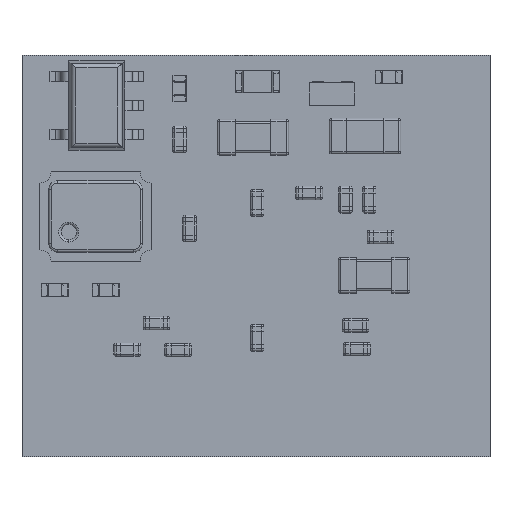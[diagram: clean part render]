
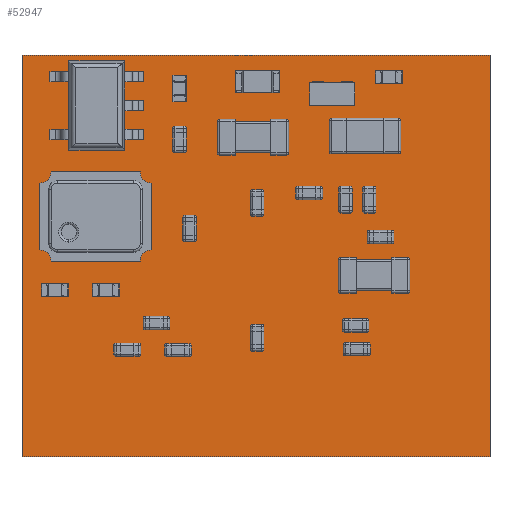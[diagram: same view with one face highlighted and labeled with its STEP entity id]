
A CAD part, top view. The second image highlights one B-rep face of the part: STEP entity #52947.
In plain terms, the highlighted planar face has unit normal (0, 0, 1).
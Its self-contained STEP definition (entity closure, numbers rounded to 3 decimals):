
#52633 = VERTEX_POINT('',#52634);
#52634 = CARTESIAN_POINT('',(-5.25,4.5,0.787));
#52641 = PLANE('',#52642);
#52642 = AXIS2_PLACEMENT_3D('',#52643,#52644,#52645);
#52643 = CARTESIAN_POINT('',(-5.25,4.5,0.));
#52644 = DIRECTION('',(1.,0.,0.));
#52645 = DIRECTION('',(0.,-1.,0.));
#52653 = PLANE('',#52654);
#52654 = AXIS2_PLACEMENT_3D('',#52655,#52656,#52657);
#52655 = CARTESIAN_POINT('',(5.25,4.5,0.));
#52656 = DIRECTION('',(0.,-1.,0.));
#52657 = DIRECTION('',(-1.,0.,0.));
#52665 = EDGE_CURVE('',#52633,#52666,#52668,.T.);
#52666 = VERTEX_POINT('',#52667);
#52667 = CARTESIAN_POINT('',(-5.25,-4.5,0.787));
#52668 = SURFACE_CURVE('',#52669,(#52673,#52680),.PCURVE_S1.);
#52669 = LINE('',#52670,#52671);
#52670 = CARTESIAN_POINT('',(-5.25,4.5,0.787));
#52671 = VECTOR('',#52672,1.);
#52672 = DIRECTION('',(0.,-1.,0.));
#52673 = PCURVE('',#52641,#52674);
#52674 = DEFINITIONAL_REPRESENTATION('',(#52675),#52679);
#52675 = LINE('',#52676,#52677);
#52676 = CARTESIAN_POINT('',(0.,-0.787));
#52677 = VECTOR('',#52678,1.);
#52678 = DIRECTION('',(1.,0.));
#52679 = ( GEOMETRIC_REPRESENTATION_CONTEXT(2) 
PARAMETRIC_REPRESENTATION_CONTEXT() REPRESENTATION_CONTEXT('2D SPACE',''
  ) );
#52680 = PCURVE('',#52681,#52686);
#52681 = PLANE('',#52682);
#52682 = AXIS2_PLACEMENT_3D('',#52683,#52684,#52685);
#52683 = CARTESIAN_POINT('',(0.,0.,0.787));
#52684 = DIRECTION('',(0.,0.,1.));
#52685 = DIRECTION('',(1.,0.,0.));
#52686 = DEFINITIONAL_REPRESENTATION('',(#52687),#52691);
#52687 = LINE('',#52688,#52689);
#52688 = CARTESIAN_POINT('',(-5.25,4.5));
#52689 = VECTOR('',#52690,1.);
#52690 = DIRECTION('',(0.,-1.));
#52691 = ( GEOMETRIC_REPRESENTATION_CONTEXT(2) 
PARAMETRIC_REPRESENTATION_CONTEXT() REPRESENTATION_CONTEXT('2D SPACE',''
  ) );
#52709 = PLANE('',#52710);
#52710 = AXIS2_PLACEMENT_3D('',#52711,#52712,#52713);
#52711 = CARTESIAN_POINT('',(-5.25,-4.5,0.));
#52712 = DIRECTION('',(0.,1.,0.));
#52713 = DIRECTION('',(1.,0.,0.));
#52751 = EDGE_CURVE('',#52666,#52752,#52754,.T.);
#52752 = VERTEX_POINT('',#52753);
#52753 = CARTESIAN_POINT('',(5.25,-4.5,0.787));
#52754 = SURFACE_CURVE('',#52755,(#52759,#52766),.PCURVE_S1.);
#52755 = LINE('',#52756,#52757);
#52756 = CARTESIAN_POINT('',(-5.25,-4.5,0.787));
#52757 = VECTOR('',#52758,1.);
#52758 = DIRECTION('',(1.,0.,0.));
#52759 = PCURVE('',#52709,#52760);
#52760 = DEFINITIONAL_REPRESENTATION('',(#52761),#52765);
#52761 = LINE('',#52762,#52763);
#52762 = CARTESIAN_POINT('',(0.,-0.787));
#52763 = VECTOR('',#52764,1.);
#52764 = DIRECTION('',(1.,0.));
#52765 = ( GEOMETRIC_REPRESENTATION_CONTEXT(2) 
PARAMETRIC_REPRESENTATION_CONTEXT() REPRESENTATION_CONTEXT('2D SPACE',''
  ) );
#52766 = PCURVE('',#52681,#52767);
#52767 = DEFINITIONAL_REPRESENTATION('',(#52768),#52772);
#52768 = LINE('',#52769,#52770);
#52769 = CARTESIAN_POINT('',(-5.25,-4.5));
#52770 = VECTOR('',#52771,1.);
#52771 = DIRECTION('',(1.,0.));
#52772 = ( GEOMETRIC_REPRESENTATION_CONTEXT(2) 
PARAMETRIC_REPRESENTATION_CONTEXT() REPRESENTATION_CONTEXT('2D SPACE',''
  ) );
#52790 = PLANE('',#52791);
#52791 = AXIS2_PLACEMENT_3D('',#52792,#52793,#52794);
#52792 = CARTESIAN_POINT('',(5.25,-4.5,0.));
#52793 = DIRECTION('',(-1.,0.,0.));
#52794 = DIRECTION('',(0.,1.,0.));
#52827 = EDGE_CURVE('',#52752,#52828,#52830,.T.);
#52828 = VERTEX_POINT('',#52829);
#52829 = CARTESIAN_POINT('',(5.25,4.5,0.787));
#52830 = SURFACE_CURVE('',#52831,(#52835,#52842),.PCURVE_S1.);
#52831 = LINE('',#52832,#52833);
#52832 = CARTESIAN_POINT('',(5.25,-4.5,0.787));
#52833 = VECTOR('',#52834,1.);
#52834 = DIRECTION('',(0.,1.,0.));
#52835 = PCURVE('',#52790,#52836);
#52836 = DEFINITIONAL_REPRESENTATION('',(#52837),#52841);
#52837 = LINE('',#52838,#52839);
#52838 = CARTESIAN_POINT('',(0.,-0.787));
#52839 = VECTOR('',#52840,1.);
#52840 = DIRECTION('',(1.,0.));
#52841 = ( GEOMETRIC_REPRESENTATION_CONTEXT(2) 
PARAMETRIC_REPRESENTATION_CONTEXT() REPRESENTATION_CONTEXT('2D SPACE',''
  ) );
#52842 = PCURVE('',#52681,#52843);
#52843 = DEFINITIONAL_REPRESENTATION('',(#52844),#52848);
#52844 = LINE('',#52845,#52846);
#52845 = CARTESIAN_POINT('',(5.25,-4.5));
#52846 = VECTOR('',#52847,1.);
#52847 = DIRECTION('',(0.,1.));
#52848 = ( GEOMETRIC_REPRESENTATION_CONTEXT(2) 
PARAMETRIC_REPRESENTATION_CONTEXT() REPRESENTATION_CONTEXT('2D SPACE',''
  ) );
#52898 = EDGE_CURVE('',#52828,#52633,#52899,.T.);
#52899 = SURFACE_CURVE('',#52900,(#52904,#52911),.PCURVE_S1.);
#52900 = LINE('',#52901,#52902);
#52901 = CARTESIAN_POINT('',(5.25,4.5,0.787));
#52902 = VECTOR('',#52903,1.);
#52903 = DIRECTION('',(-1.,0.,0.));
#52904 = PCURVE('',#52653,#52905);
#52905 = DEFINITIONAL_REPRESENTATION('',(#52906),#52910);
#52906 = LINE('',#52907,#52908);
#52907 = CARTESIAN_POINT('',(0.,-0.787));
#52908 = VECTOR('',#52909,1.);
#52909 = DIRECTION('',(1.,0.));
#52910 = ( GEOMETRIC_REPRESENTATION_CONTEXT(2) 
PARAMETRIC_REPRESENTATION_CONTEXT() REPRESENTATION_CONTEXT('2D SPACE',''
  ) );
#52911 = PCURVE('',#52681,#52912);
#52912 = DEFINITIONAL_REPRESENTATION('',(#52913),#52917);
#52913 = LINE('',#52914,#52915);
#52914 = CARTESIAN_POINT('',(5.25,4.5));
#52915 = VECTOR('',#52916,1.);
#52916 = DIRECTION('',(-1.,0.));
#52917 = ( GEOMETRIC_REPRESENTATION_CONTEXT(2) 
PARAMETRIC_REPRESENTATION_CONTEXT() REPRESENTATION_CONTEXT('2D SPACE',''
  ) );
#52947 = ADVANCED_FACE('',(#52948),#52681,.T.);
#52948 = FACE_BOUND('',#52949,.T.);
#52949 = EDGE_LOOP('',(#52950,#52951,#52952,#52953));
#52950 = ORIENTED_EDGE('',*,*,#52665,.T.);
#52951 = ORIENTED_EDGE('',*,*,#52751,.T.);
#52952 = ORIENTED_EDGE('',*,*,#52827,.T.);
#52953 = ORIENTED_EDGE('',*,*,#52898,.T.);
